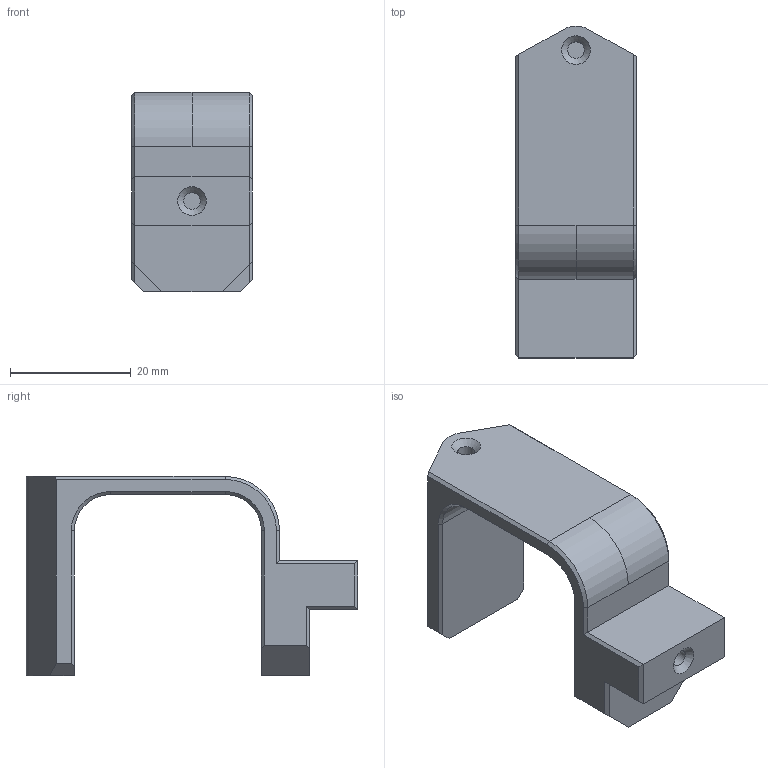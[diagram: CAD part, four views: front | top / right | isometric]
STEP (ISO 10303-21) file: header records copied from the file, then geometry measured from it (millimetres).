
FILE_DESCRIPTION(('FreeCAD Model'),'2;1');
FILE_NAME('BatteryBracket.step','2015-05-07T19:09:43',('FreeCAD'),('FreeCAD'), 'Open CASCADE STEP processor 6.5','FreeCAD','Unknown');
FILE_SCHEMA(('AUTOMOTIVE_DESIGN_CC2 { 1 2 10303 214 -1 1 5 4 }'));
Length unit declared in the file: millimetre
Products named in the file (1): BatteryBracketPrintingChamfer021-Final
Bounding box: 20 x 55 x 33 mm (x, y, z)
Volume: 10311.6 mm3; surface area: 5483.5 mm2
Topology: 1 solids, 1 shells, 62 faces, 144 edges, 88 vertices
Faces by surface type: plane 41, cylinder 11, cone 10
Full cylindrical faces by diameter (mm): 2.75 x4
Entity records: 3619 total; most frequent: CARTESIAN_POINT 681, DIRECTION 544, LINE 355, VECTOR 355, ORIENTED_EDGE 288, PCURVE 288, DEFINITIONAL_REPRESENTATION 288, EDGE_CURVE 144
